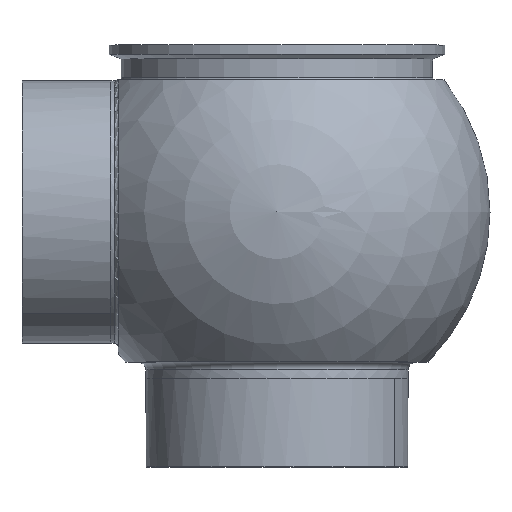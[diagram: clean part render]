
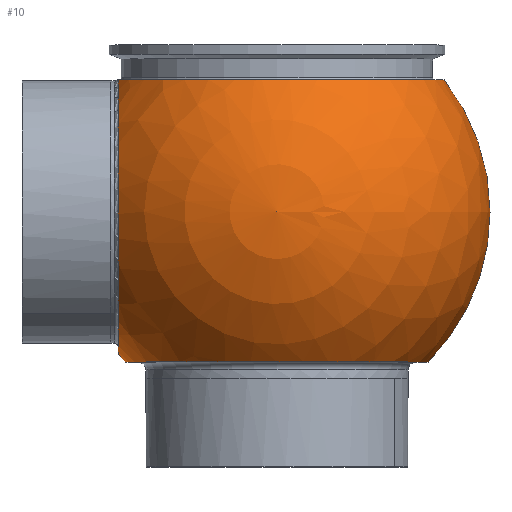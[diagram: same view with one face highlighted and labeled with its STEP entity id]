
A CAD part, top view. The second image highlights one B-rep face of the part: STEP entity #10.
In plain terms, the highlighted spherical face has radius 82.55 mm.
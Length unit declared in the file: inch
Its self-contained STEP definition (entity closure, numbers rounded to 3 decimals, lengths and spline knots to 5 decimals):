
#10 = ADVANCED_FACE ( 'NONE', ( #47 ), #228, .T. ) ;
#40 = CIRCLE ( 'NONE', #617, 3.25 ) ;
#47 = FACE_OUTER_BOUND ( 'NONE', #642, .T. ) ;
#79 = CARTESIAN_POINT ( 'NONE',  ( -2.30617, -2.29, 0. ) ) ;
#90 = CARTESIAN_POINT ( 'NONE',  ( 0., -2.29, 0. ) ) ;
#98 = AXIS2_PLACEMENT_3D ( 'NONE', #321, #787, #391 ) ;
#102 = CARTESIAN_POINT ( 'NONE',  ( 0., 2.017, 0. ) ) ;
#115 = VERTEX_POINT ( 'NONE', #728 ) ;
#123 = AXIS2_PLACEMENT_3D ( 'NONE', #102, #567, #178 ) ;
#127 = ORIENTED_EDGE ( 'NONE', *, *, #262, .F. ) ;
#141 = DIRECTION ( 'NONE',  ( 1., 0., 0. ) ) ;
#162 = DIRECTION ( 'NONE',  ( -1., 0., 0. ) ) ;
#178 = DIRECTION ( 'NONE',  ( -1., 0., 0. ) ) ;
#203 = CIRCLE ( 'NONE', #98, 3.25 ) ;
#213 = CARTESIAN_POINT ( 'NONE',  ( 0., 0., 0. ) ) ;
#224 = DIRECTION ( 'NONE',  ( 0., 0., 1. ) ) ;
#228 = SPHERICAL_SURFACE ( 'NONE', #274, 3.25 ) ;
#259 = VERTEX_POINT ( 'NONE', #839 ) ;
#262 = EDGE_CURVE ( 'NONE', #376, #115, #516, .T. ) ;
#274 = AXIS2_PLACEMENT_3D ( 'NONE', #213, #409, #141 ) ;
#321 = CARTESIAN_POINT ( 'NONE',  ( 0., 0., 0. ) ) ;
#338 = VERTEX_POINT ( 'NONE', #716 ) ;
#341 = CIRCLE ( 'NONE', #484, 2.30617 ) ;
#355 = CARTESIAN_POINT ( 'NONE',  ( -2.42, 0., 0. ) ) ;
#376 = VERTEX_POINT ( 'NONE', #644 ) ;
#391 = DIRECTION ( 'NONE',  ( -1., 0., 0. ) ) ;
#409 = DIRECTION ( 'NONE',  ( 0., 0., -1. ) ) ;
#423 = DIRECTION ( 'NONE',  ( 0., -1., 0. ) ) ;
#458 = ORIENTED_EDGE ( 'NONE', *, *, #835, .T. ) ;
#461 = ORIENTED_EDGE ( 'NONE', *, *, #471, .F. ) ;
#471 = EDGE_CURVE ( 'NONE', #811, #338, #203, .T. ) ;
#484 = AXIS2_PLACEMENT_3D ( 'NONE', #90, #557, #162 ) ;
#516 = CIRCLE ( 'NONE', #123, 2.54837 ) ;
#517 = ORIENTED_EDGE ( 'NONE', *, *, #759, .T. ) ;
#549 = CIRCLE ( 'NONE', #848, 2.16935 ) ;
#557 = DIRECTION ( 'NONE',  ( 0., 1., 0. ) ) ;
#567 = DIRECTION ( 'NONE',  ( 0., 1., 0. ) ) ;
#615 = CARTESIAN_POINT ( 'NONE',  ( 0., 0., 0. ) ) ;
#617 = AXIS2_PLACEMENT_3D ( 'NONE', #615, #224, #684 ) ;
#637 = ORIENTED_EDGE ( 'NONE', *, *, #849, .F. ) ;
#642 = EDGE_LOOP ( 'NONE', ( #461, #517, #458, #127, #637 ) ) ;
#644 = CARTESIAN_POINT ( 'NONE',  ( -2.42, 2.017, 0.79863 ) ) ;
#684 = DIRECTION ( 'NONE',  ( 1., 0., 0. ) ) ;
#716 = CARTESIAN_POINT ( 'NONE',  ( -2.42, -2.16935, 0. ) ) ;
#728 = CARTESIAN_POINT ( 'NONE',  ( 2.54837, 2.017, 0. ) ) ;
#759 = EDGE_CURVE ( 'NONE', #811, #259, #341, .T. ) ;
#787 = DIRECTION ( 'NONE',  ( 0., 0., -1. ) ) ;
#811 = VERTEX_POINT ( 'NONE', #79 ) ;
#824 = DIRECTION ( 'NONE',  ( -1., 0., 0. ) ) ;
#835 = EDGE_CURVE ( 'NONE', #259, #115, #40, .T. ) ;
#839 = CARTESIAN_POINT ( 'NONE',  ( 2.30617, -2.29, 0. ) ) ;
#848 = AXIS2_PLACEMENT_3D ( 'NONE', #355, #824, #423 ) ;
#849 = EDGE_CURVE ( 'NONE', #338, #376, #549, .T. ) ;
